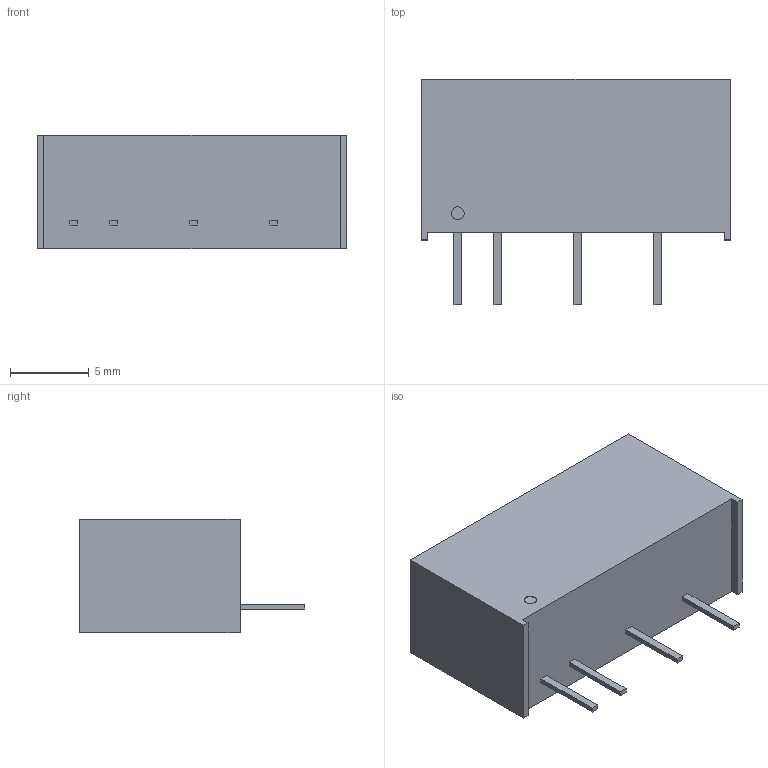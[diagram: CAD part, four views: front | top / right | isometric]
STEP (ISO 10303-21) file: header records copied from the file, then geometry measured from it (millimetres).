
FILE_DESCRIPTION (( 'STEP AP214' ), '1' );
FILE_NAME ('CUI_PCN2-S5-S15-S.step', '2017-08-14T17:10:29', ( '' ), ( '' ), 'SwSTEP 2.0', 'SolidWorks 2017', '' );
FILE_SCHEMA (( 'AUTOMOTIVE_DESIGN' ));
Length unit declared in the file: millimetre
Products named in the file (1): CUI_PCN2-S5-S15-S
Bounding box: 19.6 x 14.3 x 7.2 mm (x, y, z)
Volume: 1374.5 mm3; surface area: 848.1 mm2
Topology: 5 solids, 5 shells, 37 faces, 78 edges, 52 vertices
Faces by surface type: plane 35, cylinder 2
Entity records: 1156 total; most frequent: CARTESIAN_POINT 168, DIRECTION 158, ORIENTED_EDGE 156, EDGE_CURVE 78, VECTOR 74, LINE 74, VERTEX_POINT 52, AXIS2_PLACEMENT_3D 42
